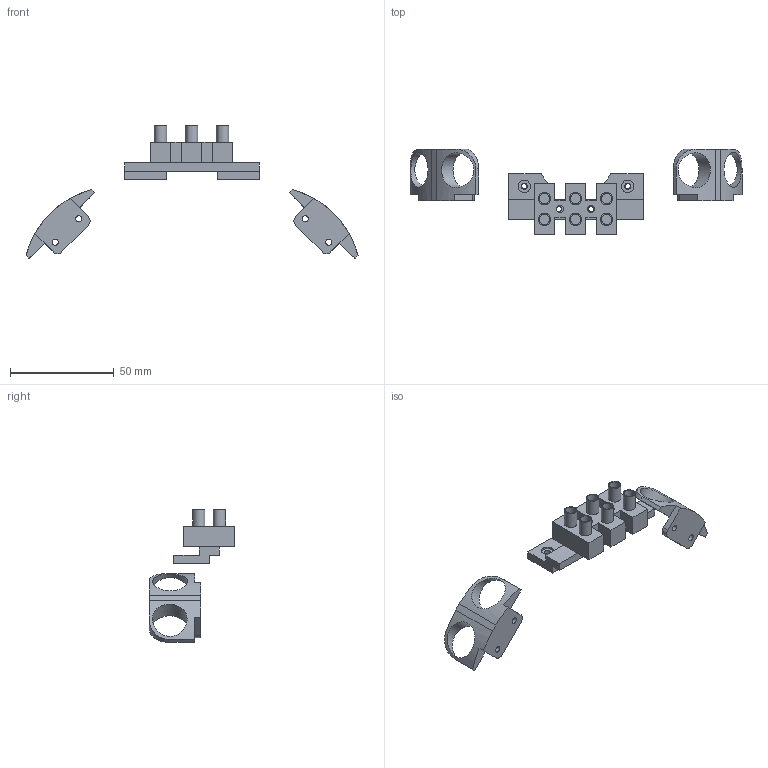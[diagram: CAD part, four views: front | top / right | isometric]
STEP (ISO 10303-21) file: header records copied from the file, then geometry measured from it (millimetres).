
FILE_DESCRIPTION(/* description */ (''),/* implementation_level */ '2;1');
FILE_NAME(/* name */ 'FrontSensorClip (1).step',/* time_stamp */ '2023-07-15T18:04:53+01:00',/* author */ (''),/* organization */ (''),/* preprocessor_version */ 'ST-DEVELOPER v19.2',/* originating_system */ 'Autodesk Translation Framework v12.6.0.85',/* authorisation */ '');
FILE_SCHEMA (('AUTOMOTIVE_DESIGN { 1 0 10303 214 3 1 1 }'));
Length unit declared in the file: millimetre
Products named in the file (2): FrontSensorClip (1); PinoonChopBloc
Assembly tree (1 placements, depth 2):
  FrontSensorClip (1)
    PinoonChopBloc
Bounding box: 160.28 x 41.5 x 64.09 mm (x, y, z)
Volume: 22353.3 mm3; surface area: 14823.4 mm2
Topology: 4 solids, 4 shells, 122 faces, 294 edges, 194 vertices
Faces by surface type: plane 76, cylinder 44, cone 2
Full cylindrical faces by diameter (mm): 2.5 x2, 2.529 x2, 3 x6, 3.5 x2, 5 x6, 6 x8, 16.8 x4
Entity records: 3831 total; most frequent: CARTESIAN_POINT 785, DIRECTION 616, ORIENTED_EDGE 588, EDGE_CURVE 294, AXIS2_PLACEMENT_3D 209, LINE 198, VECTOR 198, VERTEX_POINT 194
